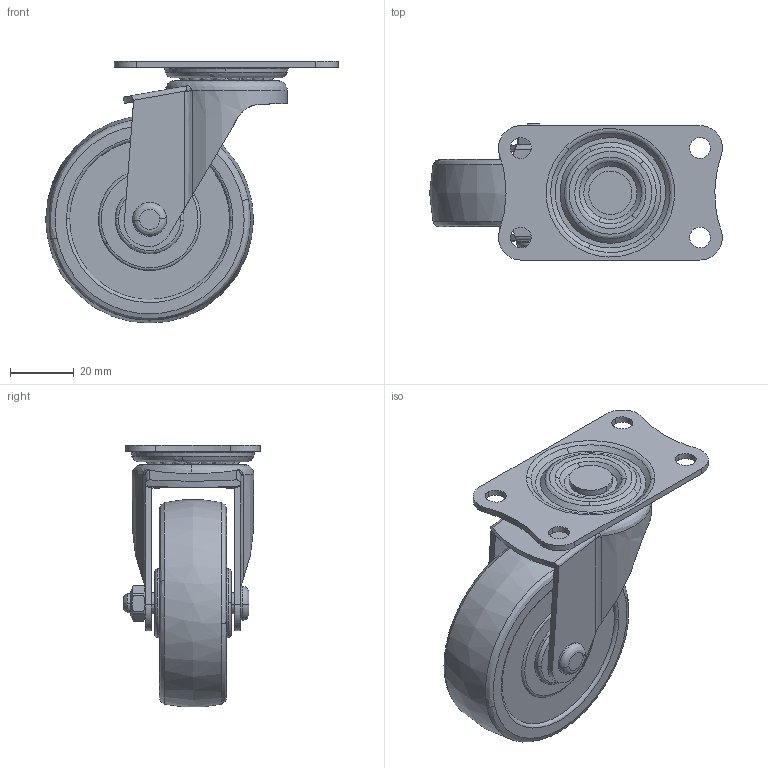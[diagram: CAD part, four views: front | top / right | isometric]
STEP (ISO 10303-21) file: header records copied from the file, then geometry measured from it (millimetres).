
FILE_DESCRIPTION((''),'2;1');
FILE_NAME('','2008-05-07T09:43:39',(''),(''),'','CADfix','');
FILE_SCHEMA(('AUTOMOTIVE_DESIGN { 1 0 10303 214 1 1 1 1 }'));
Length unit declared in the file: millimetre
Bounding box: 91.5 x 42.6 x 81.89 mm (x, y, z)
Volume: 85029.7 mm3; surface area: 29673.1 mm2
Topology: 5 solids, 5 shells, 235 faces, 786 edges, 597 vertices
Faces by surface type: bspline 235
Entity records: 21522 total; most frequent: CARTESIAN_POINT 17098, ORIENTED_EDGE 1568, EDGE_CURVE 784, VERTEX_POINT 597, EDGE_LOOP 363, FACE_OUTER_BOUND 235, ADVANCED_FACE 235, B_SPLINE_CURVE_WITH_KNOTS 222
